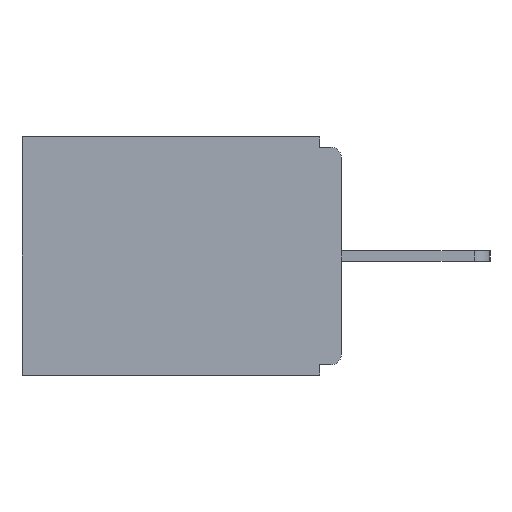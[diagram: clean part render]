
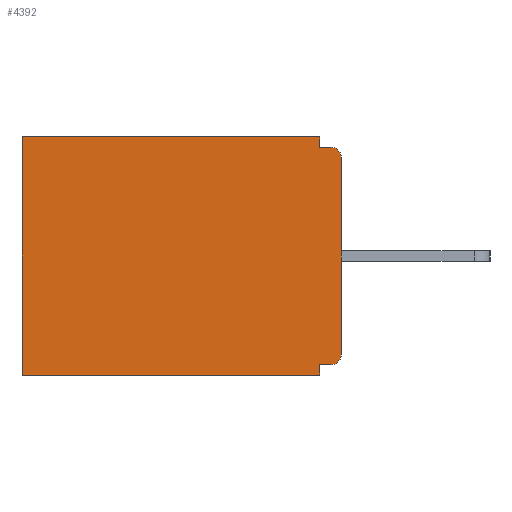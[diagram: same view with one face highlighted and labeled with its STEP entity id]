
A CAD part, left-side view. The second image highlights one B-rep face of the part: STEP entity #4392.
In plain terms, the highlighted planar face has unit normal (-1, 0, 0).
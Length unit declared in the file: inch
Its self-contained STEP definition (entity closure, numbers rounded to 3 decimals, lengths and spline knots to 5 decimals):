
#4 = VERTEX_POINT ( 'NONE', #5729 ) ;
#25 = EDGE_CURVE ( 'NONE', #4, #9949, #6212, .T. ) ;
#85 = PLANE ( 'NONE',  #206 ) ;
#206 = AXIS2_PLACEMENT_3D ( 'NONE', #4598, #4530, #6936 ) ;
#377 = CARTESIAN_POINT ( 'NONE',  ( 0.298, 0.031, -0.328 ) ) ;
#926 = CARTESIAN_POINT ( 'NONE',  ( 0.298, 0., -0.03 ) ) ;
#973 = EDGE_CURVE ( 'NONE', #2336, #6758, #5111, .T. ) ;
#986 = VECTOR ( 'NONE', #6698, 39.37008 ) ;
#1015 = CARTESIAN_POINT ( 'NONE',  ( 0.298, 0.015, -0.328 ) ) ;
#1022 = EDGE_CURVE ( 'NONE', #3754, #7221, #1659, .T. ) ;
#1059 = EDGE_CURVE ( 'NONE', #5774, #6805, #1338, .T. ) ;
#1085 = EDGE_CURVE ( 'NONE', #3754, #6758, #3630, .T. ) ;
#1088 = EDGE_CURVE ( 'NONE', #2336, #6805, #5711, .T. ) ;
#1295 = EDGE_CURVE ( 'NONE', #8395, #10020, #4809, .T. ) ;
#1338 = LINE ( 'NONE', #8628, #986 ) ;
#1594 = EDGE_CURVE ( 'NONE', #4, #5774, #6928, .T. ) ;
#1615 = EDGE_CURVE ( 'NONE', #7221, #8395, #2282, .T. ) ;
#1659 = LINE ( 'NONE', #2310, #8274 ) ;
#2100 = DIRECTION ( 'NONE',  ( 0., 1., 0. ) ) ;
#2172 = AXIS2_PLACEMENT_3D ( 'NONE', #3858, #3307, #8971 ) ;
#2258 = AXIS2_PLACEMENT_3D ( 'NONE', #6788, #3271, #4300 ) ;
#2282 = LINE ( 'NONE', #9889, #8506 ) ;
#2294 = VECTOR ( 'NONE', #3357, 39.37008 ) ;
#2310 = CARTESIAN_POINT ( 'NONE',  ( 0.298, 0., -0.328 ) ) ;
#2336 = VERTEX_POINT ( 'NONE', #926 ) ;
#2479 = CARTESIAN_POINT ( 'NONE',  ( 0.298, 0.031, -0.015 ) ) ;
#2616 = VECTOR ( 'NONE', #6200, 39.37008 ) ;
#2810 = VECTOR ( 'NONE', #6852, 39.37008 ) ;
#2895 = CARTESIAN_POINT ( 'NONE',  ( 0.298, 0., 0. ) ) ;
#3079 = EDGE_LOOP ( 'NONE', ( #7935, #8119, #9823, #9348, #9440, #5145, #9370, #7995, #3647, #6061 ) ) ;
#3197 = CARTESIAN_POINT ( 'NONE',  ( 0.298, 0.015, -0.015 ) ) ;
#3235 = CARTESIAN_POINT ( 'NONE',  ( 0.298, 0., -0.313 ) ) ;
#3271 = DIRECTION ( 'NONE',  ( -1., 0., 0. ) ) ;
#3307 = DIRECTION ( 'NONE',  ( -1., 0., 0. ) ) ;
#3357 = DIRECTION ( 'NONE',  ( 0., 1., 0. ) ) ;
#3488 = EDGE_CURVE ( 'NONE', #9949, #10020, #5023, .T. ) ;
#3630 = CIRCLE ( 'NONE', #2258, 0.015 ) ;
#3647 = ORIENTED_EDGE ( 'NONE', *, *, #1085, .T. ) ;
#3709 = DIRECTION ( 'NONE',  ( 0., 1., 0. ) ) ;
#3754 = VERTEX_POINT ( 'NONE', #1015 ) ;
#3858 = CARTESIAN_POINT ( 'NONE',  ( 0.298, 0.015, -0.03 ) ) ;
#3926 = VECTOR ( 'NONE', #3709, 39.37008 ) ;
#4300 = DIRECTION ( 'NONE',  ( 0., 0., -1. ) ) ;
#4392 = ADVANCED_FACE ( 'NONE', ( #8646 ), #85, .F. ) ;
#4530 = DIRECTION ( 'NONE',  ( 1., 0., 0. ) ) ;
#4543 = CARTESIAN_POINT ( 'NONE',  ( 0.298, 0., 0. ) ) ;
#4598 = CARTESIAN_POINT ( 'NONE',  ( 0.298, 0., 0. ) ) ;
#4809 = LINE ( 'NONE', #7811, #2294 ) ;
#5023 = LINE ( 'NONE', #6769, #2810 ) ;
#5040 = CARTESIAN_POINT ( 'NONE',  ( 0.298, 0.46, 0. ) ) ;
#5111 = LINE ( 'NONE', #4543, #2616 ) ;
#5145 = ORIENTED_EDGE ( 'NONE', *, *, #1295, .F. ) ;
#5711 = CIRCLE ( 'NONE', #2172, 0.015 ) ;
#5729 = CARTESIAN_POINT ( 'NONE',  ( 0.298, 0.031, 0. ) ) ;
#5774 = VERTEX_POINT ( 'NONE', #2479 ) ;
#6061 = ORIENTED_EDGE ( 'NONE', *, *, #973, .F. ) ;
#6200 = DIRECTION ( 'NONE',  ( 0., 0., -1. ) ) ;
#6212 = LINE ( 'NONE', #2895, #3926 ) ;
#6579 = DIRECTION ( 'NONE',  ( 0., 0., -1. ) ) ;
#6698 = DIRECTION ( 'NONE',  ( 0., -1., 0. ) ) ;
#6699 = CARTESIAN_POINT ( 'NONE',  ( 0.298, 0.46, -0.343 ) ) ;
#6758 = VERTEX_POINT ( 'NONE', #3235 ) ;
#6769 = CARTESIAN_POINT ( 'NONE',  ( 0.298, 0.46, 0. ) ) ;
#6788 = CARTESIAN_POINT ( 'NONE',  ( 0.298, 0.015, -0.313 ) ) ;
#6805 = VERTEX_POINT ( 'NONE', #3197 ) ;
#6852 = DIRECTION ( 'NONE',  ( 0., 0., -1. ) ) ;
#6928 = LINE ( 'NONE', #9775, #8728 ) ;
#6936 = DIRECTION ( 'NONE',  ( 0., 0., -1. ) ) ;
#6957 = CARTESIAN_POINT ( 'NONE',  ( 0.298, 0.031, -0.343 ) ) ;
#7221 = VERTEX_POINT ( 'NONE', #377 ) ;
#7811 = CARTESIAN_POINT ( 'NONE',  ( 0.298, 0., -0.343 ) ) ;
#7935 = ORIENTED_EDGE ( 'NONE', *, *, #1088, .T. ) ;
#7995 = ORIENTED_EDGE ( 'NONE', *, *, #1022, .F. ) ;
#8119 = ORIENTED_EDGE ( 'NONE', *, *, #1059, .F. ) ;
#8274 = VECTOR ( 'NONE', #2100, 39.37008 ) ;
#8395 = VERTEX_POINT ( 'NONE', #6957 ) ;
#8506 = VECTOR ( 'NONE', #10246, 39.37008 ) ;
#8628 = CARTESIAN_POINT ( 'NONE',  ( 0.298, 0., -0.015 ) ) ;
#8646 = FACE_OUTER_BOUND ( 'NONE', #3079, .T. ) ;
#8728 = VECTOR ( 'NONE', #6579, 39.37008 ) ;
#8971 = DIRECTION ( 'NONE',  ( 0., 0., -1. ) ) ;
#9348 = ORIENTED_EDGE ( 'NONE', *, *, #25, .T. ) ;
#9370 = ORIENTED_EDGE ( 'NONE', *, *, #1615, .F. ) ;
#9440 = ORIENTED_EDGE ( 'NONE', *, *, #3488, .T. ) ;
#9775 = CARTESIAN_POINT ( 'NONE',  ( 0.298, 0.031, -0.343 ) ) ;
#9823 = ORIENTED_EDGE ( 'NONE', *, *, #1594, .F. ) ;
#9889 = CARTESIAN_POINT ( 'NONE',  ( 0.298, 0.031, -0.343 ) ) ;
#9949 = VERTEX_POINT ( 'NONE', #5040 ) ;
#10020 = VERTEX_POINT ( 'NONE', #6699 ) ;
#10246 = DIRECTION ( 'NONE',  ( 0., 0., -1. ) ) ;
